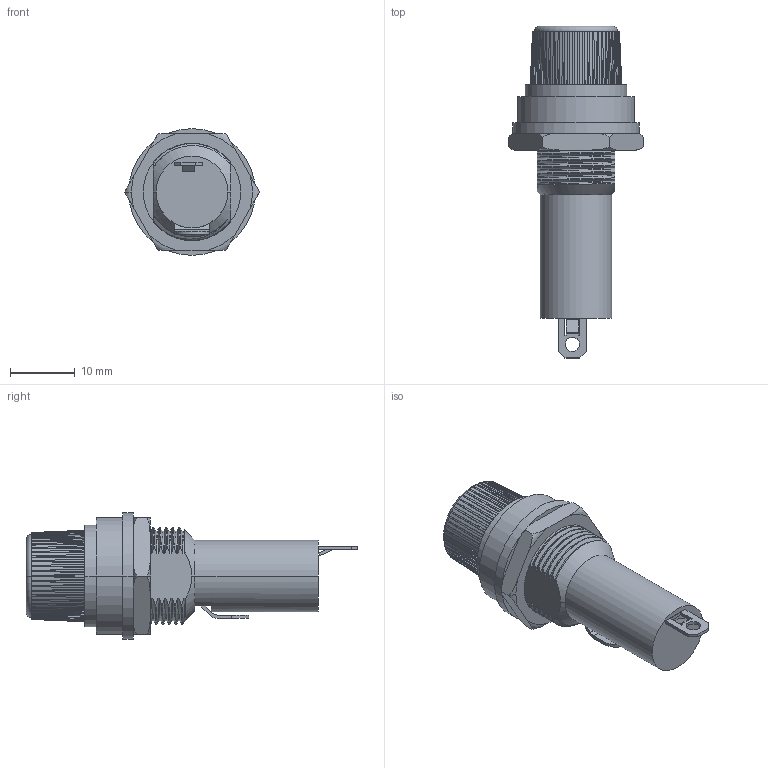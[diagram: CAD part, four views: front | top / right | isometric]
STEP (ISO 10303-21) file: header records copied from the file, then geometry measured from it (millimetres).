
FILE_DESCRIPTION (( 'STEP AP214' ), '1' );
FILE_NAME ('BF101.STEP', '2023-03-28T15:17:45', ( '' ), ( '' ), 'SwSTEP 2.0', 'SolidWorks 2021', '' );
FILE_SCHEMA (( 'AUTOMOTIVE_DESIGN' ));
Length unit declared in the file: millimetre
Products named in the file (1): BF101
Bounding box: 20.78 x 51.1 x 19.5 mm (x, y, z)
Volume: 6544.9 mm3; surface area: 3630.5 mm2
Topology: 10 solids, 10 shells, 517 faces, 1448 edges, 960 vertices
Faces by surface type: plane 243, cone 111, bspline 97, cylinder 50, torus 16
Entity records: 80431 total; most frequent: CARTESIAN_POINT 68170, ORIENTED_EDGE 2896, DIRECTION 2076, EDGE_CURVE 1448, VERTEX_POINT 960, AXIS2_PLACEMENT_3D 726, LINE 624, VECTOR 624
